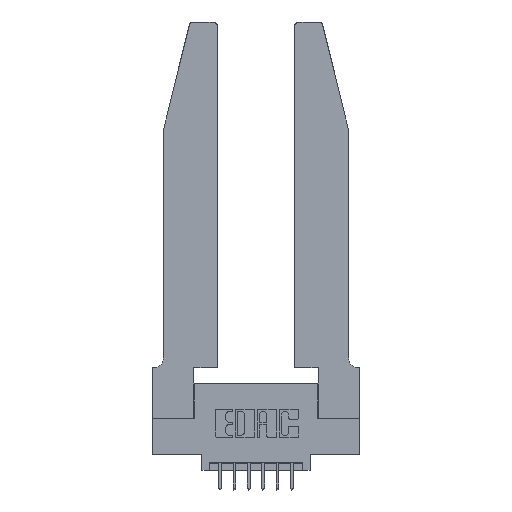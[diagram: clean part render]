
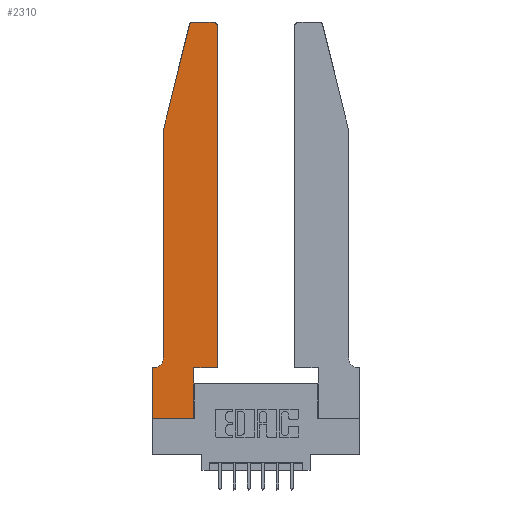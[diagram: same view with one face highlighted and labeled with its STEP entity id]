
A CAD part, top view. The second image highlights one B-rep face of the part: STEP entity #2310.
In plain terms, the highlighted planar face has unit normal (0, 0, 1).
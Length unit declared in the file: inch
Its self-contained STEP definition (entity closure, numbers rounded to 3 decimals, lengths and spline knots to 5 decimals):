
#32 = CARTESIAN_POINT ( 'NONE',  ( 0.0755, 0.42, 0.37 ) ) ;
#95 = LINE ( 'NONE', #10412, #9762 ) ;
#96 = LINE ( 'NONE', #2321, #5462 ) ;
#186 = EDGE_CURVE ( 'NONE', #14009, #8434, #96, .T. ) ;
#262 = CARTESIAN_POINT ( 'NONE',  ( 0.4205, 2.72, 0.37 ) ) ;
#294 = DIRECTION ( 'NONE',  ( 0., 0., 1. ) ) ;
#515 = VECTOR ( 'NONE', #2004, 39.37008 ) ;
#526 = VECTOR ( 'NONE', #12883, 39.37008 ) ;
#1224 = EDGE_CURVE ( 'NONE', #1446, #14270, #8705, .T. ) ;
#1369 = CARTESIAN_POINT ( 'NONE',  ( 0.4505, 0.35, 0.37 ) ) ;
#1370 = EDGE_CURVE ( 'NONE', #13750, #1446, #2945, .T. ) ;
#1446 = VERTEX_POINT ( 'NONE', #6178 ) ;
#1515 = DIRECTION ( 'NONE',  ( -1., 0., 0. ) ) ;
#1562 = DIRECTION ( 'NONE',  ( 0., 0., 1. ) ) ;
#1707 = EDGE_CURVE ( 'NONE', #14270, #10160, #11458, .T. ) ;
#1710 = EDGE_CURVE ( 'NONE', #10160, #14009, #4998, .T. ) ;
#2004 = DIRECTION ( 'NONE',  ( 1., 0., 0. ) ) ;
#2310 = ADVANCED_FACE ( 'NONE', ( #3328 ), #7814, .T. ) ;
#2321 = CARTESIAN_POINT ( 'NONE',  ( 0.2605, 2.75, 0.37 ) ) ;
#2563 = VECTOR ( 'NONE', #5431, 39.37008 ) ;
#2577 = AXIS2_PLACEMENT_3D ( 'NONE', #11312, #3447, #1515 ) ;
#2745 = CARTESIAN_POINT ( 'NONE',  ( 0.284, 2.72, 0.37 ) ) ;
#2945 = LINE ( 'NONE', #5004, #526 ) ;
#3039 = ORIENTED_EDGE ( 'NONE', *, *, #1224, .T. ) ;
#3328 = FACE_OUTER_BOUND ( 'NONE', #13940, .T. ) ;
#3447 = DIRECTION ( 'NONE',  ( 0., 0., -1. ) ) ;
#3464 = ORIENTED_EDGE ( 'NONE', *, *, #1370, .T. ) ;
#3528 = VERTEX_POINT ( 'NONE', #12814 ) ;
#3770 = CARTESIAN_POINT ( 'NONE',  ( 0.0755, 2., 0.37 ) ) ;
#3973 = VERTEX_POINT ( 'NONE', #13299 ) ;
#4145 = CARTESIAN_POINT ( 'NONE',  ( 0.284, 2.75, 0.37 ) ) ;
#4391 = ORIENTED_EDGE ( 'NONE', *, *, #11064, .T. ) ;
#4563 = LINE ( 'NONE', #8758, #2563 ) ;
#4643 = EDGE_CURVE ( 'NONE', #6733, #8955, #95, .T. ) ;
#4859 = DIRECTION ( 'NONE',  ( 0., -1., 0. ) ) ;
#4998 = CIRCLE ( 'NONE', #13213, 0.03 ) ;
#5004 = CARTESIAN_POINT ( 'NONE',  ( 0.2865, 0.35, 0.37 ) ) ;
#5148 = VECTOR ( 'NONE', #4859, 39.37008 ) ;
#5402 = CARTESIAN_POINT ( 'NONE',  ( 0.4205, 2.75, 0.37 ) ) ;
#5431 = DIRECTION ( 'NONE',  ( -0.239, -0.971, 0. ) ) ;
#5462 = VECTOR ( 'NONE', #8147, 39.37008 ) ;
#5855 = DIRECTION ( 'NONE',  ( 1., 0., 0. ) ) ;
#5963 = DIRECTION ( 'NONE',  ( 1., 0., 0. ) ) ;
#6178 = CARTESIAN_POINT ( 'NONE',  ( 0.2865, 0.35, 0.37 ) ) ;
#6543 = CARTESIAN_POINT ( 'NONE',  ( 0.4505, 2.72, 0.37 ) ) ;
#6733 = VERTEX_POINT ( 'NONE', #11044 ) ;
#6829 = ORIENTED_EDGE ( 'NONE', *, *, #9564, .T. ) ;
#6870 = VECTOR ( 'NONE', #9455, 39.37008 ) ;
#7080 = ORIENTED_EDGE ( 'NONE', *, *, #13024, .T. ) ;
#7532 = CARTESIAN_POINT ( 'NONE',  ( 0., 0., 0.37 ) ) ;
#7600 = CARTESIAN_POINT ( 'NONE',  ( 0.4505, 0.35, 0.37 ) ) ;
#7730 = CARTESIAN_POINT ( 'NONE',  ( 0.25487, 2.72718, 0.37 ) ) ;
#7814 = PLANE ( 'NONE',  #8535 ) ;
#7981 = CIRCLE ( 'NONE', #10072, 0.03 ) ;
#8147 = DIRECTION ( 'NONE',  ( -1., 0., 0. ) ) ;
#8434 = VERTEX_POINT ( 'NONE', #4145 ) ;
#8535 = AXIS2_PLACEMENT_3D ( 'NONE', #10469, #294, #5963 ) ;
#8705 = LINE ( 'NONE', #7600, #515 ) ;
#8758 = CARTESIAN_POINT ( 'NONE',  ( 0.0755, 2., 0.37 ) ) ;
#8955 = VERTEX_POINT ( 'NONE', #11798 ) ;
#9034 = CARTESIAN_POINT ( 'NONE',  ( 0.2865, 0., 0.37 ) ) ;
#9166 = ORIENTED_EDGE ( 'NONE', *, *, #10571, .T. ) ;
#9351 = LINE ( 'NONE', #3770, #5148 ) ;
#9391 = ORIENTED_EDGE ( 'NONE', *, *, #4643, .T. ) ;
#9455 = DIRECTION ( 'NONE',  ( 0., 1., 0. ) ) ;
#9564 = EDGE_CURVE ( 'NONE', #3528, #13750, #11787, .T. ) ;
#9762 = VECTOR ( 'NONE', #13723, 39.37008 ) ;
#9812 = VECTOR ( 'NONE', #10704, 39.37008 ) ;
#9848 = VECTOR ( 'NONE', #11448, 39.37008 ) ;
#10072 = AXIS2_PLACEMENT_3D ( 'NONE', #2745, #1562, #11500 ) ;
#10120 = VERTEX_POINT ( 'NONE', #7730 ) ;
#10147 = EDGE_CURVE ( 'NONE', #10120, #3973, #4563, .T. ) ;
#10160 = VERTEX_POINT ( 'NONE', #6543 ) ;
#10412 = CARTESIAN_POINT ( 'NONE',  ( 0.0755, 0.35, 0.37 ) ) ;
#10469 = CARTESIAN_POINT ( 'NONE',  ( 0., 0.35, 0.37 ) ) ;
#10570 = CARTESIAN_POINT ( 'NONE',  ( 0.4505, 0.35, 0.37 ) ) ;
#10571 = EDGE_CURVE ( 'NONE', #14077, #6733, #12910, .T. ) ;
#10704 = DIRECTION ( 'NONE',  ( 1., 0., 0. ) ) ;
#11044 = CARTESIAN_POINT ( 'NONE',  ( 0.0055, 0.35, 0.37 ) ) ;
#11064 = EDGE_CURVE ( 'NONE', #8434, #10120, #7981, .T. ) ;
#11312 = CARTESIAN_POINT ( 'NONE',  ( 0.0055, 0.42, 0.37 ) ) ;
#11448 = DIRECTION ( 'NONE',  ( 0., -1., 0. ) ) ;
#11458 = LINE ( 'NONE', #1369, #6870 ) ;
#11464 = EDGE_CURVE ( 'NONE', #3973, #14077, #9351, .T. ) ;
#11500 = DIRECTION ( 'NONE',  ( 1., 0., 0. ) ) ;
#11712 = CARTESIAN_POINT ( 'NONE',  ( 0., 0., 0.37 ) ) ;
#11787 = LINE ( 'NONE', #7532, #9812 ) ;
#11798 = CARTESIAN_POINT ( 'NONE',  ( 0., 0.35, 0.37 ) ) ;
#11935 = ORIENTED_EDGE ( 'NONE', *, *, #10147, .T. ) ;
#12579 = ORIENTED_EDGE ( 'NONE', *, *, #1710, .T. ) ;
#12640 = DIRECTION ( 'NONE',  ( 0., 0., 1. ) ) ;
#12814 = CARTESIAN_POINT ( 'NONE',  ( 0., 0., 0.37 ) ) ;
#12883 = DIRECTION ( 'NONE',  ( 0., 1., 0. ) ) ;
#12910 = CIRCLE ( 'NONE', #2577, 0.07 ) ;
#13024 = EDGE_CURVE ( 'NONE', #8955, #3528, #13031, .T. ) ;
#13031 = LINE ( 'NONE', #11712, #9848 ) ;
#13117 = ORIENTED_EDGE ( 'NONE', *, *, #1707, .T. ) ;
#13213 = AXIS2_PLACEMENT_3D ( 'NONE', #262, #12640, #5855 ) ;
#13299 = CARTESIAN_POINT ( 'NONE',  ( 0.0755, 2., 0.37 ) ) ;
#13723 = DIRECTION ( 'NONE',  ( -1., 0., 0. ) ) ;
#13750 = VERTEX_POINT ( 'NONE', #9034 ) ;
#13940 = EDGE_LOOP ( 'NONE', ( #14474, #4391, #11935, #14397, #9166, #9391, #7080, #6829, #3464, #3039, #13117, #12579 ) ) ;
#14009 = VERTEX_POINT ( 'NONE', #5402 ) ;
#14077 = VERTEX_POINT ( 'NONE', #32 ) ;
#14270 = VERTEX_POINT ( 'NONE', #10570 ) ;
#14397 = ORIENTED_EDGE ( 'NONE', *, *, #11464, .T. ) ;
#14474 = ORIENTED_EDGE ( 'NONE', *, *, #186, .T. ) ;
